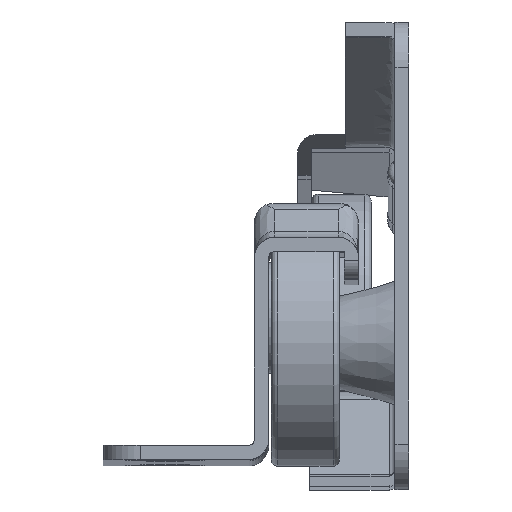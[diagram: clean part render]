
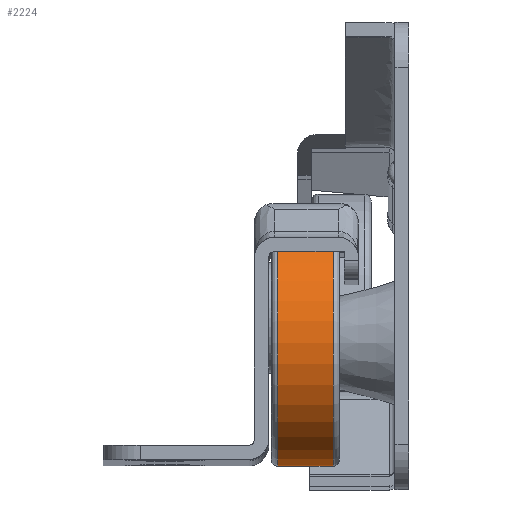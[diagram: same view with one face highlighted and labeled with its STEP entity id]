
A CAD part, top view. The second image highlights one B-rep face of the part: STEP entity #2224.
In plain terms, the highlighted cylindrical face has radius 10 mm (diameter 20 mm), a full revolution.
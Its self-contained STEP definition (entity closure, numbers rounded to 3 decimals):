
#27 = CARTESIAN_POINT ( 'NONE',  ( -15.516, 5., 249.44 ) ) ;
#659 = DIRECTION ( 'NONE',  ( -1., 0., 0. ) ) ;
#1350 = AXIS2_PLACEMENT_3D ( 'NONE', #10163, #2084, #3867 ) ;
#1936 = CYLINDRICAL_SURFACE ( 'NONE', #3064, 10. ) ;
#2084 = DIRECTION ( 'NONE',  ( 1., 0., 0. ) ) ;
#2224 = ADVANCED_FACE ( 'NONE', ( #9912, #3421 ), #1936, .T. ) ;
#2539 = CIRCLE ( 'NONE', #1350, 10. ) ;
#2756 = EDGE_LOOP ( 'NONE', ( #10092 ) ) ;
#2828 = VERTEX_POINT ( 'NONE', #6089 ) ;
#3064 = AXIS2_PLACEMENT_3D ( 'NONE', #6632, #9961, #10072 ) ;
#3421 = FACE_OUTER_BOUND ( 'NONE', #9651, .T. ) ;
#3867 = DIRECTION ( 'NONE',  ( 0., 0., -1. ) ) ;
#4209 = ORIENTED_EDGE ( 'NONE', *, *, #5466, .F. ) ;
#5466 = EDGE_CURVE ( 'NONE', #2828, #2828, #2539, .T. ) ;
#5504 = CARTESIAN_POINT ( 'NONE',  ( -15.516, 5., 239.44 ) ) ;
#5764 = AXIS2_PLACEMENT_3D ( 'NONE', #27, #659, #6406 ) ;
#6089 = CARTESIAN_POINT ( 'NONE',  ( -11.016, 5., 239.44 ) ) ;
#6406 = DIRECTION ( 'NONE',  ( 0., 0., -1. ) ) ;
#6632 = CARTESIAN_POINT ( 'NONE',  ( -16.016, 5., 249.44 ) ) ;
#6688 = EDGE_CURVE ( 'NONE', #10272, #10272, #8270, .T. ) ;
#8270 = CIRCLE ( 'NONE', #5764, 10. ) ;
#9651 = EDGE_LOOP ( 'NONE', ( #4209 ) ) ;
#9912 = FACE_OUTER_BOUND ( 'NONE', #2756, .T. ) ;
#9961 = DIRECTION ( 'NONE',  ( 1., 0., 0. ) ) ;
#10072 = DIRECTION ( 'NONE',  ( 0., 0., 1. ) ) ;
#10092 = ORIENTED_EDGE ( 'NONE', *, *, #6688, .F. ) ;
#10163 = CARTESIAN_POINT ( 'NONE',  ( -11.016, 5., 249.44 ) ) ;
#10272 = VERTEX_POINT ( 'NONE', #5504 ) ;
